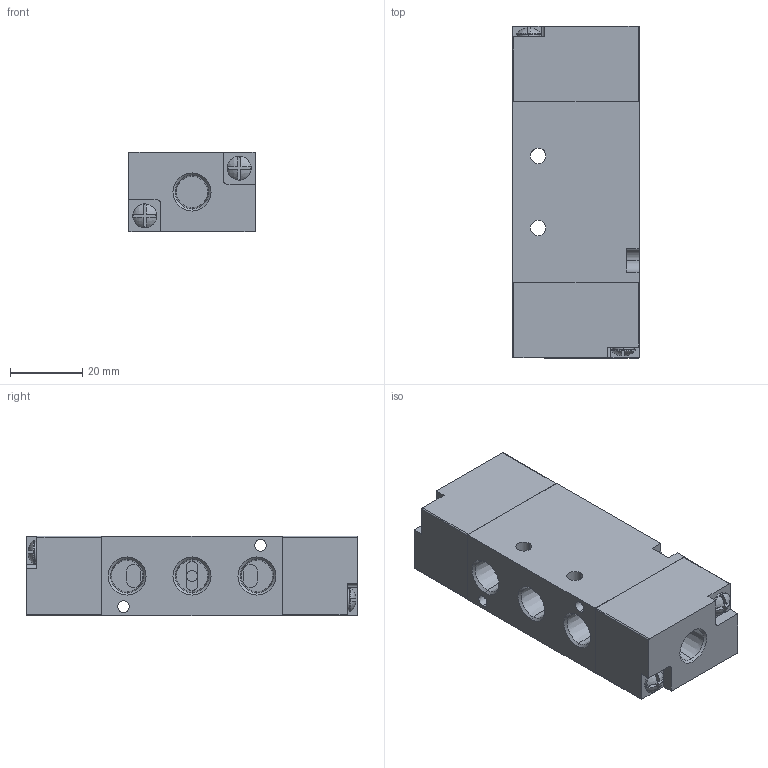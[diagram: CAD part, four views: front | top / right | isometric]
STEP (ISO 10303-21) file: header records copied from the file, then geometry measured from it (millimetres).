
FILE_DESCRIPTION (( 'STEP AP203' ), '1' );
FILE_NAME ('AVS-5251.step', '2016-02-04T21:20:18', ( '' ), ( '' ), 'SwSTEP 2.0', 'SolidWorks 2015', '' );
FILE_SCHEMA (( 'CONFIG_CONTROL_DESIGN' ));
Length unit declared in the file: inch
Products named in the file (1): AVS-5251
Bounding box: 35 x 92 x 22 mm (x, y, z)
Volume: 63822.3 mm3; surface area: 18743 mm2
Topology: 3 solids, 3 shells, 199 faces, 470 edges, 298 vertices
Faces by surface type: plane 99, cylinder 56, cone 28, bspline 16
Entity records: 6117 total; most frequent: CARTESIAN_POINT 1352, DIRECTION 1024, ORIENTED_EDGE 940, EDGE_CURVE 470, AXIS2_PLACEMENT_3D 386, VERTEX_POINT 298, VECTOR 252, LINE 252
